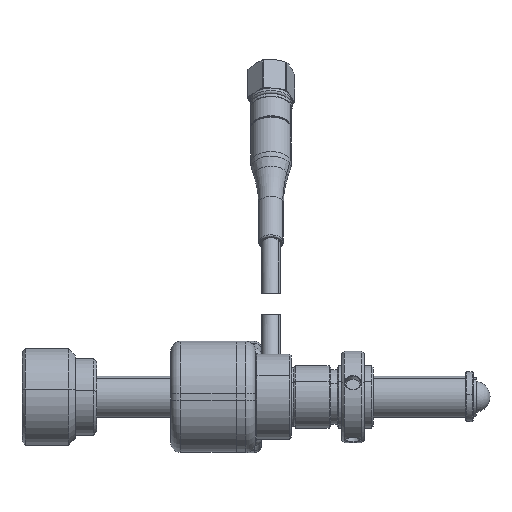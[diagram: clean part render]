
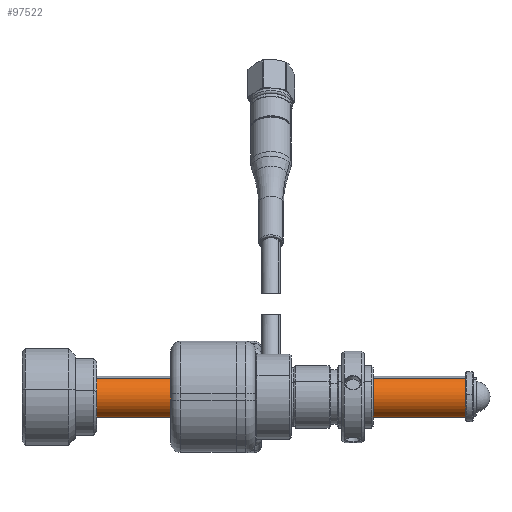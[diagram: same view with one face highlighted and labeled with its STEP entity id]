
A CAD part, left-side view. The second image highlights one B-rep face of the part: STEP entity #97522.
In plain terms, the highlighted cylindrical face has radius 3.175 mm (diameter 6.35 mm), a partial arc.
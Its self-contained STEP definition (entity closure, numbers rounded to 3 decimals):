
#3365 = DIRECTION ( 'NONE',  ( 1., 0., 0. ) ) ;
#6656 = ORIENTED_EDGE ( 'NONE', *, *, #101131, .F. ) ;
#17558 = CARTESIAN_POINT ( 'NONE',  ( 50.248, 0., 0. ) ) ;
#23574 = FACE_OUTER_BOUND ( 'NONE', #126674, .T. ) ;
#25506 = DIRECTION ( 'NONE',  ( 1., 0., 0. ) ) ;
#30094 = AXIS2_PLACEMENT_3D ( 'NONE', #17558, #48681, #165468 ) ;
#30186 = ORIENTED_EDGE ( 'NONE', *, *, #32345, .T. ) ;
#32323 = CARTESIAN_POINT ( 'NONE',  ( 50.248, 3.175, 0. ) ) ;
#32345 = EDGE_CURVE ( 'NONE', #177649, #78540, #161232, .T. ) ;
#38361 = ORIENTED_EDGE ( 'NONE', *, *, #104347, .F. ) ;
#44593 = CARTESIAN_POINT ( 'NONE',  ( -9.354, 3.175, 0. ) ) ;
#45215 = ORIENTED_EDGE ( 'NONE', *, *, #66497, .T. ) ;
#48681 = DIRECTION ( 'NONE',  ( 1., 0., 0. ) ) ;
#50318 = CARTESIAN_POINT ( 'NONE',  ( -9.354, -3.175, 0. ) ) ;
#53167 = VERTEX_POINT ( 'NONE', #32323 ) ;
#66422 = CARTESIAN_POINT ( 'NONE',  ( 47.972, 0., 0. ) ) ;
#66497 = EDGE_CURVE ( 'NONE', #78540, #53167, #175275, .T. ) ;
#66715 = AXIS2_PLACEMENT_3D ( 'NONE', #66422, #25506, #111237 ) ;
#71101 = AXIS2_PLACEMENT_3D ( 'NONE', #89907, #72431, #88005 ) ;
#72431 = DIRECTION ( 'NONE',  ( 1., 0., 0. ) ) ;
#78540 = VERTEX_POINT ( 'NONE', #44593 ) ;
#88005 = DIRECTION ( 'NONE',  ( 0., 1., 0. ) ) ;
#89907 = CARTESIAN_POINT ( 'NONE',  ( -9.354, 0., 0. ) ) ;
#97522 = ADVANCED_FACE ( 'NONE', ( #23574 ), #114128, .T. ) ;
#101131 = EDGE_CURVE ( 'NONE', #177649, #191783, #136734, .T. ) ;
#102730 = CARTESIAN_POINT ( 'NONE',  ( 47.972, -3.175, 0. ) ) ;
#104347 = EDGE_CURVE ( 'NONE', #191783, #53167, #132635, .T. ) ;
#111237 = DIRECTION ( 'NONE',  ( 0., 1., 0. ) ) ;
#114128 = CYLINDRICAL_SURFACE ( 'NONE', #66715, 3.175 ) ;
#126674 = EDGE_LOOP ( 'NONE', ( #6656, #30186, #45215, #38361 ) ) ;
#130563 = DIRECTION ( 'NONE',  ( 1., 0., 0. ) ) ;
#132635 = CIRCLE ( 'NONE', #30094, 3.175 ) ;
#136734 = LINE ( 'NONE', #102730, #161346 ) ;
#149895 = CARTESIAN_POINT ( 'NONE',  ( 47.972, 3.175, 0. ) ) ;
#157903 = CARTESIAN_POINT ( 'NONE',  ( 50.248, -3.175, 0. ) ) ;
#161232 = CIRCLE ( 'NONE', #71101, 3.175 ) ;
#161346 = VECTOR ( 'NONE', #3365, 1000. ) ;
#165468 = DIRECTION ( 'NONE',  ( 0., 1., 0. ) ) ;
#175275 = LINE ( 'NONE', #149895, #182795 ) ;
#177649 = VERTEX_POINT ( 'NONE', #50318 ) ;
#182795 = VECTOR ( 'NONE', #130563, 1000. ) ;
#191783 = VERTEX_POINT ( 'NONE', #157903 ) ;
